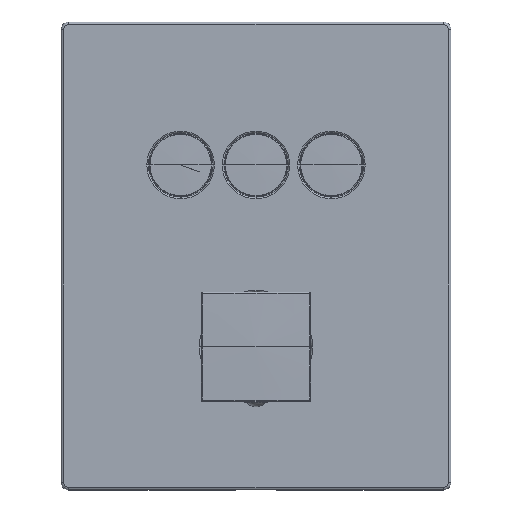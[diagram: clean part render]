
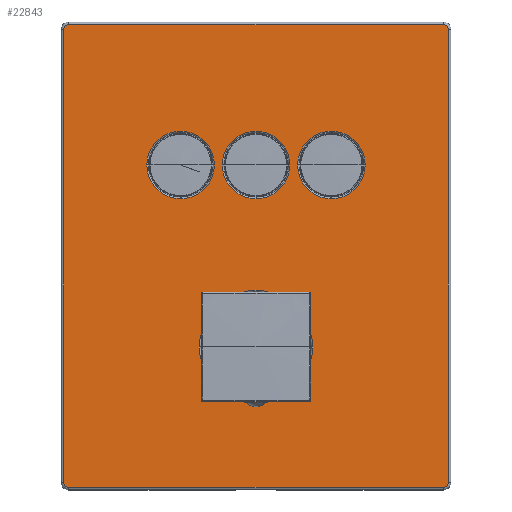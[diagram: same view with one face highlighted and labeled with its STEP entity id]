
A CAD part, top view. The second image highlights one B-rep face of the part: STEP entity #22843.
In plain terms, the highlighted planar face has unit normal (0, 0, 1).
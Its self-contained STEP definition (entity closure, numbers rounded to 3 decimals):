
#548=CARTESIAN_POINT('',(72.,-87.,9.));
#549=DIRECTION('',(0.,0.,1.));
#550=DIRECTION('',(0.,-1.,0.));
#551=AXIS2_PLACEMENT_3D('',#548,#549,#550);
#553=DIRECTION('',(1.,0.,0.));
#554=VECTOR('',#553,144.);
#555=CARTESIAN_POINT('',(-72.,-89.,9.));
#556=LINE('',#555,#554);
#557=CARTESIAN_POINT('',(-72.,-87.,9.));
#558=DIRECTION('',(0.,0.,1.));
#559=DIRECTION('',(-1.,0.,0.));
#560=AXIS2_PLACEMENT_3D('',#557,#558,#559);
#562=DIRECTION('',(0.,-1.,0.));
#563=VECTOR('',#562,174.);
#564=CARTESIAN_POINT('',(-74.,87.,9.));
#565=LINE('',#564,#563);
#566=CARTESIAN_POINT('',(-72.,87.,9.));
#567=DIRECTION('',(0.,0.,1.));
#568=DIRECTION('',(0.,1.,0.));
#569=AXIS2_PLACEMENT_3D('',#566,#567,#568);
#571=DIRECTION('',(-1.,0.,0.));
#572=VECTOR('',#571,144.);
#573=CARTESIAN_POINT('',(72.,89.,9.));
#574=LINE('',#573,#572);
#575=CARTESIAN_POINT('',(72.,87.,9.));
#576=DIRECTION('',(0.,0.,1.));
#577=DIRECTION('',(1.,0.,0.));
#578=AXIS2_PLACEMENT_3D('',#575,#576,#577);
#580=DIRECTION('',(0.,1.,0.));
#581=VECTOR('',#580,174.);
#582=CARTESIAN_POINT('',(74.,-87.,9.));
#583=LINE('',#582,#581);
#584=CARTESIAN_POINT('',(-29.,35.,9.));
#585=DIRECTION('',(0.,0.,-1.));
#586=DIRECTION('',(-1.,0.,0.));
#587=AXIS2_PLACEMENT_3D('',#584,#585,#586);
#589=CARTESIAN_POINT('',(-29.,35.,9.));
#590=DIRECTION('',(0.,0.,-1.));
#591=DIRECTION('',(1.,0.,0.));
#592=AXIS2_PLACEMENT_3D('',#589,#590,#591);
#594=CARTESIAN_POINT('',(0.,35.,9.));
#595=DIRECTION('',(0.,0.,-1.));
#596=DIRECTION('',(-1.,0.,0.));
#597=AXIS2_PLACEMENT_3D('',#594,#595,#596);
#599=CARTESIAN_POINT('',(0.,35.,9.));
#600=DIRECTION('',(0.,0.,-1.));
#601=DIRECTION('',(1.,0.,0.));
#602=AXIS2_PLACEMENT_3D('',#599,#600,#601);
#604=CARTESIAN_POINT('',(29.,35.,9.));
#605=DIRECTION('',(0.,0.,-1.));
#606=DIRECTION('',(-1.,0.,0.));
#607=AXIS2_PLACEMENT_3D('',#604,#605,#606);
#609=CARTESIAN_POINT('',(29.,35.,9.));
#610=DIRECTION('',(0.,0.,-1.));
#611=DIRECTION('',(1.,0.,0.));
#612=AXIS2_PLACEMENT_3D('',#609,#610,#611);
#614=CARTESIAN_POINT('',(0.,-35.,9.));
#615=DIRECTION('',(0.,0.,-1.));
#616=DIRECTION('',(1.,0.,0.));
#617=AXIS2_PLACEMENT_3D('',#614,#615,#616);
#619=CARTESIAN_POINT('',(0.,-35.,9.));
#620=DIRECTION('',(0.,0.,-1.));
#621=DIRECTION('',(-1.,0.,0.));
#622=AXIS2_PLACEMENT_3D('',#619,#620,#621);
#20878=CARTESIAN_POINT('',(-42.,35.,9.));
#20879=CARTESIAN_POINT('',(-16.,35.,9.));
#20880=VERTEX_POINT('',#20878);
#20881=VERTEX_POINT('',#20879);
#20886=CARTESIAN_POINT('',(-13.,35.,9.));
#20887=CARTESIAN_POINT('',(13.,35.,9.));
#20888=VERTEX_POINT('',#20886);
#20889=VERTEX_POINT('',#20887);
#20894=CARTESIAN_POINT('',(16.,35.,9.));
#20895=CARTESIAN_POINT('',(42.,35.,9.));
#20896=VERTEX_POINT('',#20894);
#20897=VERTEX_POINT('',#20895);
#20902=CARTESIAN_POINT('',(21.8,-35.,9.));
#20903=CARTESIAN_POINT('',(-21.8,-35.,9.));
#20904=VERTEX_POINT('',#20902);
#20905=VERTEX_POINT('',#20903);
#21088=CARTESIAN_POINT('',(72.,-89.,9.));
#21089=CARTESIAN_POINT('',(74.,-87.,9.));
#21090=VERTEX_POINT('',#21088);
#21091=VERTEX_POINT('',#21089);
#21096=CARTESIAN_POINT('',(74.,87.,9.));
#21097=VERTEX_POINT('',#21096);
#21100=CARTESIAN_POINT('',(72.,89.,9.));
#21101=VERTEX_POINT('',#21100);
#21104=CARTESIAN_POINT('',(-72.,89.,9.));
#21105=VERTEX_POINT('',#21104);
#21108=CARTESIAN_POINT('',(-74.,87.,9.));
#21109=VERTEX_POINT('',#21108);
#21112=CARTESIAN_POINT('',(-74.,-87.,9.));
#21113=VERTEX_POINT('',#21112);
#21116=CARTESIAN_POINT('',(-72.,-89.,9.));
#21117=VERTEX_POINT('',#21116);
#22797=CARTESIAN_POINT('',(0.,0.,9.));
#22798=DIRECTION('',(0.,0.,1.));
#22799=DIRECTION('',(1.,0.,0.));
#22800=AXIS2_PLACEMENT_3D('',#22797,#22798,#22799);
#22801=PLANE('',#22800);
#22803=ORIENTED_EDGE('',*,*,#22802,.F.);
#22805=ORIENTED_EDGE('',*,*,#22804,.F.);
#22806=ORIENTED_EDGE('',*,*,#22780,.F.);
#22808=ORIENTED_EDGE('',*,*,#22807,.F.);
#22810=ORIENTED_EDGE('',*,*,#22809,.F.);
#22812=ORIENTED_EDGE('',*,*,#22811,.F.);
#22814=ORIENTED_EDGE('',*,*,#22813,.F.);
#22816=ORIENTED_EDGE('',*,*,#22815,.F.);
#22817=EDGE_LOOP('',(#22803,#22805,#22806,#22808,#22810,#22812,#22814,#22816));
#22818=FACE_OUTER_BOUND('',#22817,.F.);
#22820=ORIENTED_EDGE('',*,*,#22819,.F.);
#22822=ORIENTED_EDGE('',*,*,#22821,.F.);
#22823=EDGE_LOOP('',(#22820,#22822));
#22824=FACE_BOUND('',#22823,.F.);
#22826=ORIENTED_EDGE('',*,*,#22825,.F.);
#22828=ORIENTED_EDGE('',*,*,#22827,.F.);
#22829=EDGE_LOOP('',(#22826,#22828));
#22830=FACE_BOUND('',#22829,.F.);
#22832=ORIENTED_EDGE('',*,*,#22831,.F.);
#22834=ORIENTED_EDGE('',*,*,#22833,.F.);
#22835=EDGE_LOOP('',(#22832,#22834));
#22836=FACE_BOUND('',#22835,.F.);
#22838=ORIENTED_EDGE('',*,*,#22837,.F.);
#22840=ORIENTED_EDGE('',*,*,#22839,.F.);
#22841=EDGE_LOOP('',(#22838,#22840));
#22842=FACE_BOUND('',#22841,.F.);
#22843=ADVANCED_FACE('',(#22818,#22824,#22830,#22836,#22842),#22801,.T.);
#552=CIRCLE('',#551,2.);
#561=CIRCLE('',#560,2.);
#570=CIRCLE('',#569,2.);
#579=CIRCLE('',#578,2.);
#588=CIRCLE('',#587,13.);
#593=CIRCLE('',#592,13.);
#598=CIRCLE('',#597,13.);
#603=CIRCLE('',#602,13.);
#608=CIRCLE('',#607,13.);
#613=CIRCLE('',#612,13.);
#618=CIRCLE('',#617,21.8);
#623=CIRCLE('',#622,21.8);
#22780=EDGE_CURVE('',#21113,#21117,#561,.T.);
#22802=EDGE_CURVE('',#21090,#21091,#552,.T.);
#22804=EDGE_CURVE('',#21117,#21090,#556,.T.);
#22807=EDGE_CURVE('',#21109,#21113,#565,.T.);
#22809=EDGE_CURVE('',#21105,#21109,#570,.T.);
#22811=EDGE_CURVE('',#21101,#21105,#574,.T.);
#22813=EDGE_CURVE('',#21097,#21101,#579,.T.);
#22815=EDGE_CURVE('',#21091,#21097,#583,.T.);
#22819=EDGE_CURVE('',#20880,#20881,#588,.T.);
#22821=EDGE_CURVE('',#20881,#20880,#593,.T.);
#22825=EDGE_CURVE('',#20888,#20889,#598,.T.);
#22827=EDGE_CURVE('',#20889,#20888,#603,.T.);
#22831=EDGE_CURVE('',#20896,#20897,#608,.T.);
#22833=EDGE_CURVE('',#20897,#20896,#613,.T.);
#22837=EDGE_CURVE('',#20904,#20905,#618,.T.);
#22839=EDGE_CURVE('',#20905,#20904,#623,.T.);
